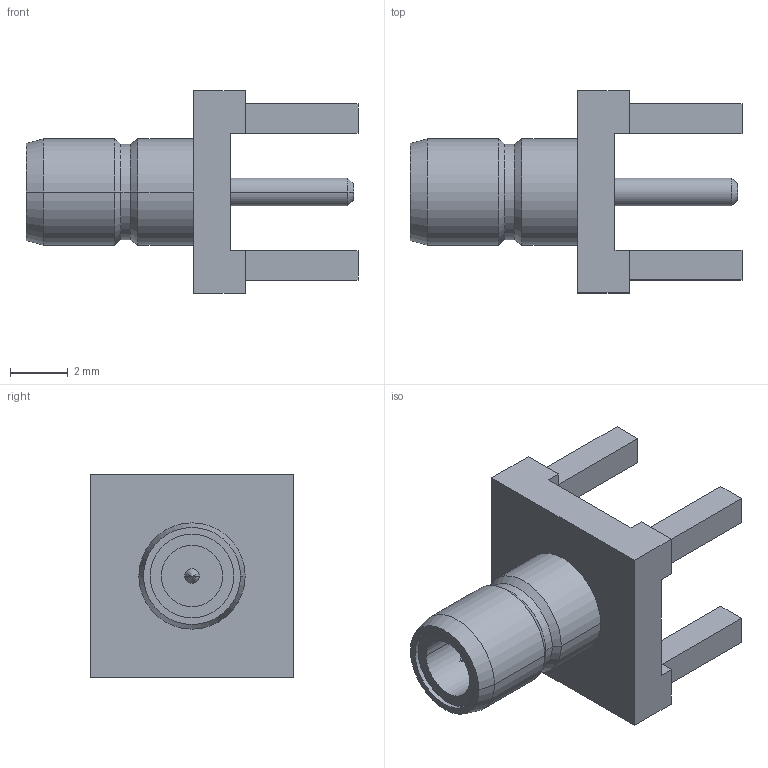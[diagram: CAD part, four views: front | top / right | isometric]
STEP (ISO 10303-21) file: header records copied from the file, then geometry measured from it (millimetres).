
FILE_DESCRIPTION((''),'2;1');
FILE_NAME('142136_SW0001','2020-05-27T19:14:24',('karthik'),(''),'CREO PARAMETRIC BY PTC INC, 2019444','CREO PARAMETRIC BY PTC INC, 2019444','');
FILE_SCHEMA(('CONFIG_CONTROL_DESIGN'));
Length unit declared in the file: millimetre
Products named in the file (1): 142136_SW0001
Bounding box: 11.5 x 7 x 7 mm (x, y, z)
Volume: 131.7 mm3; surface area: 320.4 mm2
Topology: 1 solids, 1 shells, 66 faces, 158 edges, 99 vertices
Faces by surface type: plane 36, cylinder 18, cone 12
Entity records: 1920 total; most frequent: DIRECTION 330, CARTESIAN_POINT 321, ORIENTED_EDGE 312, EDGE_CURVE 156, VECTOR 114, LINE 114, AXIS2_PLACEMENT_3D 108, VERTEX_POINT 99
